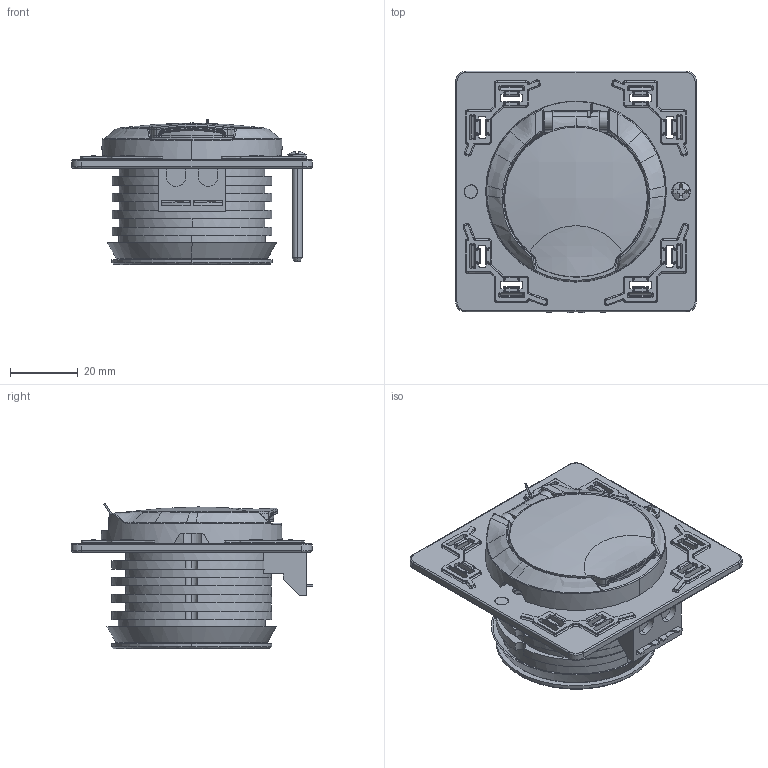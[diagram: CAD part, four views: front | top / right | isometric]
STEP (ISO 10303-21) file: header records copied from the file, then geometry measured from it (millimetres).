
FILE_DESCRIPTION(('CATIA V5 STEP Exchange','CAx-IF Rec.Pracs.--- Model Styling and Organization---1.5--- 2016-08-15','CAx-IF Rec.Pracs.---Supplemental Geometry---1.0---2011-11-01','CAx-IF Rec.Pracs.--- Composite Materials ---1.1---2010-07-15'),'2;1');
FILE_NAME('CB0261_AllCATPart.stp','2024-02-14T13:31:13+00:00',('none'),('none'),'CATIA Version 5-6 Release 2020 SP3','CATIA V5 STEP AP214 v2','none');
FILE_SCHEMA(('AUTOMOTIVE_DESIGN { 1 0 10303 214 1 1 1 1 }'));
Length unit declared in the file: millimetre
Products named in the file (1): CB0261_AllCATPart
Bounding box: 71 x 71.2 x 42.87 mm (x, y, z)
Volume: 40358.4 mm3; surface area: 56858.7 mm2
Topology: 12 solids, 19 shells, 3745 faces, 11272 edges, 7523 vertices
Faces by surface type: plane 1568, cylinder 1194, bspline 745, cone 197, torus 33, sphere 6, extrusion 2
Entity records: 176015 total; most frequent: CARTESIAN_POINT 88409, ORIENTED_EDGE 22376, DIRECTION 11979, EDGE_CURVE 11197, VERTEX_POINT 7522, VECTOR 5216, LINE 5214, B_SPLINE_CURVE_WITH_KNOTS 4627
